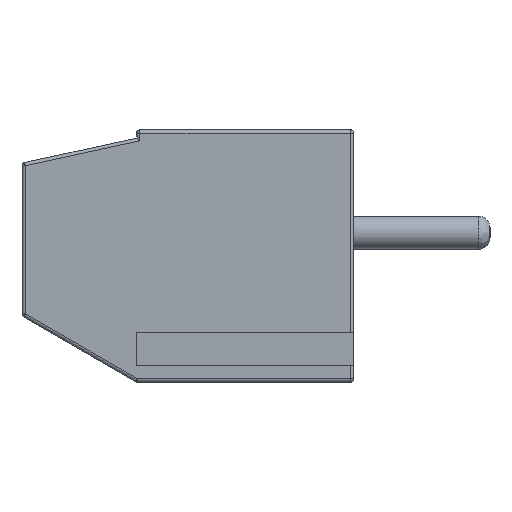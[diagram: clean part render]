
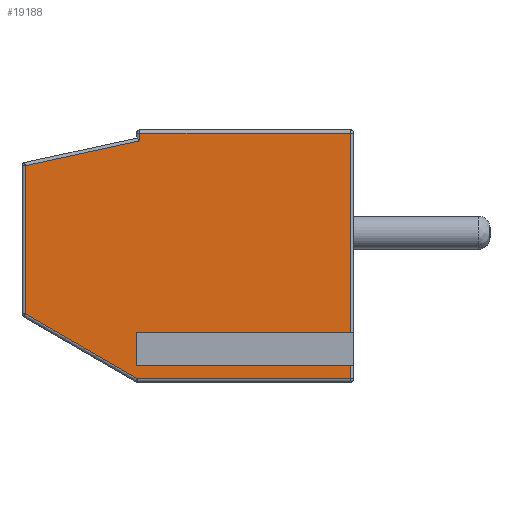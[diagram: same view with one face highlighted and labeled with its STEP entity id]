
A CAD part, left-side view. The second image highlights one B-rep face of the part: STEP entity #19188.
In plain terms, the highlighted planar face has unit normal (-1, 0, 0).
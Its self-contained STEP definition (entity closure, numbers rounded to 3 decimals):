
#63=DIRECTION('',(0.,0.,-1.));
#64=VECTOR('',#63,0.231);
#65=CARTESIAN_POINT('',(-22.5,1.45,3.));
#66=LINE('',#65,#64);
#71=DIRECTION('',(0.,1.,0.));
#72=VECTOR('',#71,6.35);
#73=CARTESIAN_POINT('',(-22.5,-4.9,3.));
#74=LINE('',#73,#72);
#78=DIRECTION('',(0.,0.,1.));
#79=VECTOR('',#78,6.186);
#80=CARTESIAN_POINT('',(-22.5,-4.9,-3.186));
#81=LINE('',#80,#79);
#85=DIRECTION('',(0.,1.,0.));
#86=VECTOR('',#85,6.45);
#87=CARTESIAN_POINT('',(-22.5,-4.9,-3.186));
#88=LINE('',#87,#86);
#92=DIRECTION('',(0.,0.,-1.));
#93=VECTOR('',#92,0.628);
#94=CARTESIAN_POINT('',(-22.5,1.55,-3.186));
#95=LINE('',#94,#93);
#99=DIRECTION('',(0.,1.,0.));
#100=VECTOR('',#99,6.45);
#101=CARTESIAN_POINT('',(-22.5,-4.9,-3.814));
#102=LINE('',#101,#100);
#106=DIRECTION('',(0.,0.,1.));
#107=VECTOR('',#106,0.586);
#108=CARTESIAN_POINT('',(-22.5,-4.9,-4.4));
#109=LINE('',#108,#107);
#113=DIRECTION('',(0.,-1.,0.));
#114=VECTOR('',#113,6.423);
#115=CARTESIAN_POINT('',(-22.5,1.523,-4.4));
#116=LINE('',#115,#114);
#120=DIRECTION('',(0.,-0.865,-0.502));
#121=VECTOR('',#120,3.903);
#122=CARTESIAN_POINT('',(-22.5,4.9,-2.442));
#123=LINE('',#122,#121);
#127=DIRECTION('',(0.,0.,-1.));
#128=VECTOR('',#127,4.462);
#129=CARTESIAN_POINT('',(-22.5,4.9,2.019));
#130=LINE('',#129,#128);
#134=DIRECTION('',(0.,0.977,-0.212));
#135=VECTOR('',#134,3.531);
#136=CARTESIAN_POINT('',(-22.5,1.45,2.769));
#137=LINE('',#136,#135);
#7821=CARTESIAN_POINT('',(-22.5,-4.9,-3.186));
#17219=CARTESIAN_POINT('',(-22.5,1.45,3.));
#17220=CARTESIAN_POINT('',(-22.5,1.45,2.769));
#17221=VERTEX_POINT('',#17219);
#17222=VERTEX_POINT('',#17220);
#17223=CARTESIAN_POINT('',(-22.5,4.9,2.019));
#17224=VERTEX_POINT('',#17223);
#17229=CARTESIAN_POINT('',(-22.5,4.9,-2.442));
#17230=VERTEX_POINT('',#17229);
#17235=CARTESIAN_POINT('',(-22.5,1.523,-4.4));
#17236=VERTEX_POINT('',#17235);
#17241=CARTESIAN_POINT('',(-22.5,-4.9,-4.4));
#17242=VERTEX_POINT('',#17241);
#17247=CARTESIAN_POINT('',(-22.5,-4.9,-3.814));
#17248=VERTEX_POINT('',#17247);
#17251=CARTESIAN_POINT('',(-22.5,-4.9,3.));
#17252=VERTEX_POINT('',#17251);
#17300=VERTEX_POINT('',#7821);
#17341=CARTESIAN_POINT('',(-22.5,1.55,-3.186));
#17342=CARTESIAN_POINT('',(-22.5,1.55,-3.814));
#17343=VERTEX_POINT('',#17341);
#17344=VERTEX_POINT('',#17342);
#19159=CARTESIAN_POINT('',(-22.5,0.,0.));
#19160=DIRECTION('',(1.,0.,0.));
#19161=DIRECTION('',(0.,-1.,0.));
#19162=AXIS2_PLACEMENT_3D('',#19159,#19160,#19161);
#19163=PLANE('',#19162);
#19165=ORIENTED_EDGE('',*,*,#19164,.F.);
#19167=ORIENTED_EDGE('',*,*,#19166,.F.);
#19169=ORIENTED_EDGE('',*,*,#19168,.F.);
#19171=ORIENTED_EDGE('',*,*,#19170,.T.);
#19173=ORIENTED_EDGE('',*,*,#19172,.T.);
#19175=ORIENTED_EDGE('',*,*,#19174,.F.);
#19177=ORIENTED_EDGE('',*,*,#19176,.F.);
#19179=ORIENTED_EDGE('',*,*,#19178,.F.);
#19181=ORIENTED_EDGE('',*,*,#19180,.F.);
#19183=ORIENTED_EDGE('',*,*,#19182,.F.);
#19185=ORIENTED_EDGE('',*,*,#19184,.F.);
#19186=EDGE_LOOP('',(#19165,#19167,#19169,#19171,#19173,#19175,#19177,#19179,
#19181,#19183,#19185));
#19187=FACE_OUTER_BOUND('',#19186,.F.);
#19188=ADVANCED_FACE('',(#19187),#19163,.F.);
#19164=EDGE_CURVE('',#17221,#17222,#66,.T.);
#19166=EDGE_CURVE('',#17252,#17221,#74,.T.);
#19168=EDGE_CURVE('',#17300,#17252,#81,.T.);
#19170=EDGE_CURVE('',#17300,#17343,#88,.T.);
#19172=EDGE_CURVE('',#17343,#17344,#95,.T.);
#19174=EDGE_CURVE('',#17248,#17344,#102,.T.);
#19176=EDGE_CURVE('',#17242,#17248,#109,.T.);
#19178=EDGE_CURVE('',#17236,#17242,#116,.T.);
#19180=EDGE_CURVE('',#17230,#17236,#123,.T.);
#19182=EDGE_CURVE('',#17224,#17230,#130,.T.);
#19184=EDGE_CURVE('',#17222,#17224,#137,.T.);
